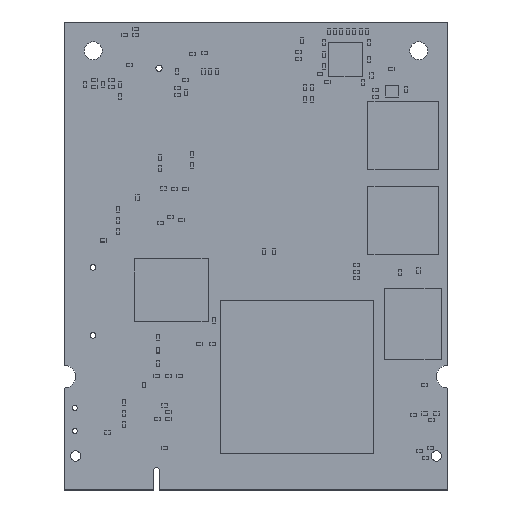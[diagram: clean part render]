
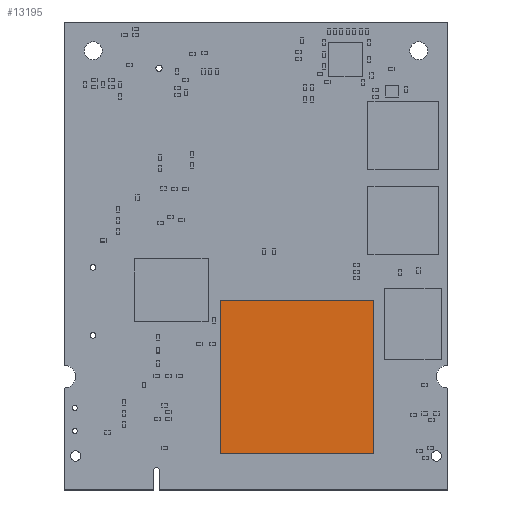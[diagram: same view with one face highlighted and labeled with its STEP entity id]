
A CAD part, top view. The second image highlights one B-rep face of the part: STEP entity #13195.
In plain terms, the highlighted planar face has unit normal (0, 0, 1).
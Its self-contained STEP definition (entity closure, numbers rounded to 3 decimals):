
#12881 = VERTEX_POINT('',#12882);
#12882 = CARTESIAN_POINT('',(13.5,13.5,2.6));
#12889 = PLANE('',#12890);
#12890 = AXIS2_PLACEMENT_3D('',#12891,#12892,#12893);
#12891 = CARTESIAN_POINT('',(13.5,13.5,0.));
#12892 = DIRECTION('',(0.,-1.,0.));
#12893 = DIRECTION('',(-1.,0.,0.));
#12901 = PLANE('',#12902);
#12902 = AXIS2_PLACEMENT_3D('',#12903,#12904,#12905);
#12903 = CARTESIAN_POINT('',(13.5,-13.5,0.));
#12904 = DIRECTION('',(-1.,0.,0.));
#12905 = DIRECTION('',(0.,1.,0.));
#12913 = EDGE_CURVE('',#12881,#12914,#12916,.T.);
#12914 = VERTEX_POINT('',#12915);
#12915 = CARTESIAN_POINT('',(-13.5,13.5,2.6));
#12916 = SURFACE_CURVE('',#12917,(#12921,#12928),.PCURVE_S1.);
#12917 = LINE('',#12918,#12919);
#12918 = CARTESIAN_POINT('',(13.5,13.5,2.6));
#12919 = VECTOR('',#12920,1.);
#12920 = DIRECTION('',(-1.,0.,0.));
#12921 = PCURVE('',#12889,#12922);
#12922 = DEFINITIONAL_REPRESENTATION('',(#12923),#12927);
#12923 = LINE('',#12924,#12925);
#12924 = CARTESIAN_POINT('',(0.,-2.6));
#12925 = VECTOR('',#12926,1.);
#12926 = DIRECTION('',(1.,0.));
#12927 = ( GEOMETRIC_REPRESENTATION_CONTEXT(2) 
PARAMETRIC_REPRESENTATION_CONTEXT() REPRESENTATION_CONTEXT('2D SPACE',''
  ) );
#12928 = PCURVE('',#12929,#12934);
#12929 = PLANE('',#12930);
#12930 = AXIS2_PLACEMENT_3D('',#12931,#12932,#12933);
#12931 = CARTESIAN_POINT('',(13.5,13.5,2.6));
#12932 = DIRECTION('',(0.,0.,-1.));
#12933 = DIRECTION('',(-1.,0.,0.));
#12934 = DEFINITIONAL_REPRESENTATION('',(#12935),#12939);
#12935 = LINE('',#12936,#12937);
#12936 = CARTESIAN_POINT('',(0.,0.));
#12937 = VECTOR('',#12938,1.);
#12938 = DIRECTION('',(1.,0.));
#12939 = ( GEOMETRIC_REPRESENTATION_CONTEXT(2) 
PARAMETRIC_REPRESENTATION_CONTEXT() REPRESENTATION_CONTEXT('2D SPACE',''
  ) );
#12957 = PLANE('',#12958);
#12958 = AXIS2_PLACEMENT_3D('',#12959,#12960,#12961);
#12959 = CARTESIAN_POINT('',(-13.5,13.5,0.));
#12960 = DIRECTION('',(1.,0.,0.));
#12961 = DIRECTION('',(0.,-1.,0.));
#12999 = EDGE_CURVE('',#12914,#13000,#13002,.T.);
#13000 = VERTEX_POINT('',#13001);
#13001 = CARTESIAN_POINT('',(-13.5,-13.5,2.6));
#13002 = SURFACE_CURVE('',#13003,(#13007,#13014),.PCURVE_S1.);
#13003 = LINE('',#13004,#13005);
#13004 = CARTESIAN_POINT('',(-13.5,13.5,2.6));
#13005 = VECTOR('',#13006,1.);
#13006 = DIRECTION('',(0.,-1.,0.));
#13007 = PCURVE('',#12957,#13008);
#13008 = DEFINITIONAL_REPRESENTATION('',(#13009),#13013);
#13009 = LINE('',#13010,#13011);
#13010 = CARTESIAN_POINT('',(0.,-2.6));
#13011 = VECTOR('',#13012,1.);
#13012 = DIRECTION('',(1.,0.));
#13013 = ( GEOMETRIC_REPRESENTATION_CONTEXT(2) 
PARAMETRIC_REPRESENTATION_CONTEXT() REPRESENTATION_CONTEXT('2D SPACE',''
  ) );
#13014 = PCURVE('',#12929,#13015);
#13015 = DEFINITIONAL_REPRESENTATION('',(#13016),#13020);
#13016 = LINE('',#13017,#13018);
#13017 = CARTESIAN_POINT('',(27.,0.));
#13018 = VECTOR('',#13019,1.);
#13019 = DIRECTION('',(0.,-1.));
#13020 = ( GEOMETRIC_REPRESENTATION_CONTEXT(2) 
PARAMETRIC_REPRESENTATION_CONTEXT() REPRESENTATION_CONTEXT('2D SPACE',''
  ) );
#13038 = PLANE('',#13039);
#13039 = AXIS2_PLACEMENT_3D('',#13040,#13041,#13042);
#13040 = CARTESIAN_POINT('',(-13.5,-13.5,0.));
#13041 = DIRECTION('',(0.,1.,0.));
#13042 = DIRECTION('',(1.,0.,0.));
#13075 = EDGE_CURVE('',#13000,#13076,#13078,.T.);
#13076 = VERTEX_POINT('',#13077);
#13077 = CARTESIAN_POINT('',(13.5,-13.5,2.6));
#13078 = SURFACE_CURVE('',#13079,(#13083,#13090),.PCURVE_S1.);
#13079 = LINE('',#13080,#13081);
#13080 = CARTESIAN_POINT('',(-13.5,-13.5,2.6));
#13081 = VECTOR('',#13082,1.);
#13082 = DIRECTION('',(1.,0.,0.));
#13083 = PCURVE('',#13038,#13084);
#13084 = DEFINITIONAL_REPRESENTATION('',(#13085),#13089);
#13085 = LINE('',#13086,#13087);
#13086 = CARTESIAN_POINT('',(0.,-2.6));
#13087 = VECTOR('',#13088,1.);
#13088 = DIRECTION('',(1.,0.));
#13089 = ( GEOMETRIC_REPRESENTATION_CONTEXT(2) 
PARAMETRIC_REPRESENTATION_CONTEXT() REPRESENTATION_CONTEXT('2D SPACE',''
  ) );
#13090 = PCURVE('',#12929,#13091);
#13091 = DEFINITIONAL_REPRESENTATION('',(#13092),#13096);
#13092 = LINE('',#13093,#13094);
#13093 = CARTESIAN_POINT('',(27.,-27.));
#13094 = VECTOR('',#13095,1.);
#13095 = DIRECTION('',(-1.,0.));
#13096 = ( GEOMETRIC_REPRESENTATION_CONTEXT(2) 
PARAMETRIC_REPRESENTATION_CONTEXT() REPRESENTATION_CONTEXT('2D SPACE',''
  ) );
#13146 = EDGE_CURVE('',#13076,#12881,#13147,.T.);
#13147 = SURFACE_CURVE('',#13148,(#13152,#13159),.PCURVE_S1.);
#13148 = LINE('',#13149,#13150);
#13149 = CARTESIAN_POINT('',(13.5,-13.5,2.6));
#13150 = VECTOR('',#13151,1.);
#13151 = DIRECTION('',(0.,1.,0.));
#13152 = PCURVE('',#12901,#13153);
#13153 = DEFINITIONAL_REPRESENTATION('',(#13154),#13158);
#13154 = LINE('',#13155,#13156);
#13155 = CARTESIAN_POINT('',(0.,-2.6));
#13156 = VECTOR('',#13157,1.);
#13157 = DIRECTION('',(1.,0.));
#13158 = ( GEOMETRIC_REPRESENTATION_CONTEXT(2) 
PARAMETRIC_REPRESENTATION_CONTEXT() REPRESENTATION_CONTEXT('2D SPACE',''
  ) );
#13159 = PCURVE('',#12929,#13160);
#13160 = DEFINITIONAL_REPRESENTATION('',(#13161),#13165);
#13161 = LINE('',#13162,#13163);
#13162 = CARTESIAN_POINT('',(0.,-27.));
#13163 = VECTOR('',#13164,1.);
#13164 = DIRECTION('',(0.,1.));
#13165 = ( GEOMETRIC_REPRESENTATION_CONTEXT(2) 
PARAMETRIC_REPRESENTATION_CONTEXT() REPRESENTATION_CONTEXT('2D SPACE',''
  ) );
#13195 = ADVANCED_FACE('',(#13196),#12929,.F.);
#13196 = FACE_BOUND('',#13197,.T.);
#13197 = EDGE_LOOP('',(#13198,#13199,#13200,#13201));
#13198 = ORIENTED_EDGE('',*,*,#12913,.T.);
#13199 = ORIENTED_EDGE('',*,*,#12999,.T.);
#13200 = ORIENTED_EDGE('',*,*,#13075,.T.);
#13201 = ORIENTED_EDGE('',*,*,#13146,.T.);
